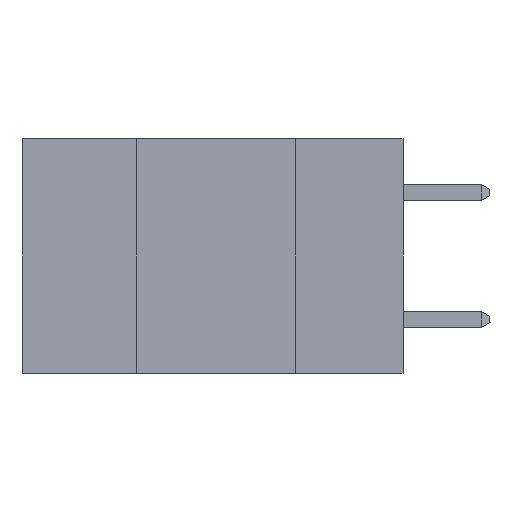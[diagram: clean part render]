
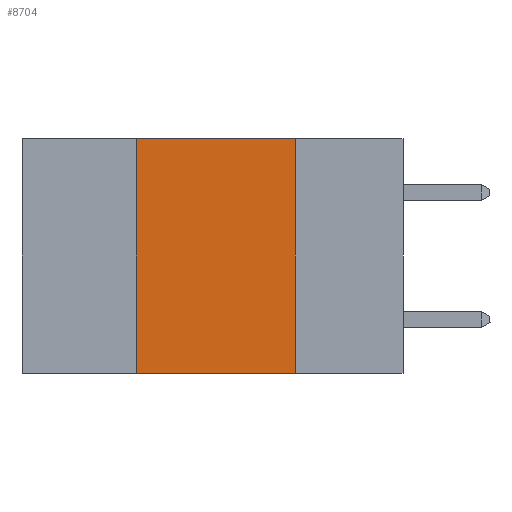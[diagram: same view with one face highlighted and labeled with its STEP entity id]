
A CAD part, left-side view. The second image highlights one B-rep face of the part: STEP entity #8704.
In plain terms, the highlighted planar face has unit normal (-1, 0, 0).
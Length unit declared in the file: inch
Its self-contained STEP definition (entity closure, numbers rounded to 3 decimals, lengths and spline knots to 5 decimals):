
#517 = CARTESIAN_POINT ( 'NONE',  ( 0., 0.17, -0.37 ) ) ;
#815 = EDGE_CURVE ( 'NONE', #19832, #15646, #18264, .T. ) ;
#860 = EDGE_LOOP ( 'NONE', ( #12587, #21190, #26875, #21331 ) ) ;
#1621 = CARTESIAN_POINT ( 'NONE',  ( 0., 0.42, -0.37 ) ) ;
#2960 = AXIS2_PLACEMENT_3D ( 'NONE', #17860, #20700, #3932 ) ;
#2992 = VECTOR ( 'NONE', #31298, 39.37008 ) ;
#3483 = LINE ( 'NONE', #5129, #24549 ) ;
#3932 = DIRECTION ( 'NONE',  ( 0., 0., -1. ) ) ;
#4529 = LINE ( 'NONE', #21008, #34028 ) ;
#4725 = LINE ( 'NONE', #29518, #19081 ) ;
#5129 = CARTESIAN_POINT ( 'NONE',  ( 0., 0.42, 0. ) ) ;
#5708 = EDGE_CURVE ( 'NONE', #16623, #23404, #4725, .T. ) ;
#7219 = FACE_OUTER_BOUND ( 'NONE', #860, .T. ) ;
#8704 = ADVANCED_FACE ( 'NONE', ( #7219 ), #20832, .F. ) ;
#10664 = DIRECTION ( 'NONE',  ( 0., 0., 1. ) ) ;
#12587 = ORIENTED_EDGE ( 'NONE', *, *, #34014, .F. ) ;
#13477 = CARTESIAN_POINT ( 'NONE',  ( 0., 0.17, 0. ) ) ;
#15646 = VERTEX_POINT ( 'NONE', #517 ) ;
#16623 = VERTEX_POINT ( 'NONE', #17827 ) ;
#17827 = CARTESIAN_POINT ( 'NONE',  ( 0., 0.42, 0. ) ) ;
#17860 = CARTESIAN_POINT ( 'NONE',  ( 0., 0.6, 0. ) ) ;
#18171 = DIRECTION ( 'NONE',  ( 0., 0., -1. ) ) ;
#18264 = LINE ( 'NONE', #31420, #2992 ) ;
#19081 = VECTOR ( 'NONE', #24141, 39.37008 ) ;
#19832 = VERTEX_POINT ( 'NONE', #1621 ) ;
#20700 = DIRECTION ( 'NONE',  ( 1., 0., 0. ) ) ;
#20832 = PLANE ( 'NONE',  #2960 ) ;
#21008 = CARTESIAN_POINT ( 'NONE',  ( 0., 0.17, 0. ) ) ;
#21190 = ORIENTED_EDGE ( 'NONE', *, *, #5708, .F. ) ;
#21331 = ORIENTED_EDGE ( 'NONE', *, *, #815, .T. ) ;
#23404 = VERTEX_POINT ( 'NONE', #13477 ) ;
#24141 = DIRECTION ( 'NONE',  ( 0., -1., 0. ) ) ;
#24549 = VECTOR ( 'NONE', #10664, 39.37008 ) ;
#25231 = EDGE_CURVE ( 'NONE', #19832, #16623, #3483, .T. ) ;
#26875 = ORIENTED_EDGE ( 'NONE', *, *, #25231, .F. ) ;
#29518 = CARTESIAN_POINT ( 'NONE',  ( 0., 0.6, 0. ) ) ;
#31298 = DIRECTION ( 'NONE',  ( 0., -1., 0. ) ) ;
#31420 = CARTESIAN_POINT ( 'NONE',  ( 0., 0.6, -0.37 ) ) ;
#34014 = EDGE_CURVE ( 'NONE', #23404, #15646, #4529, .T. ) ;
#34028 = VECTOR ( 'NONE', #18171, 39.37008 ) ;
